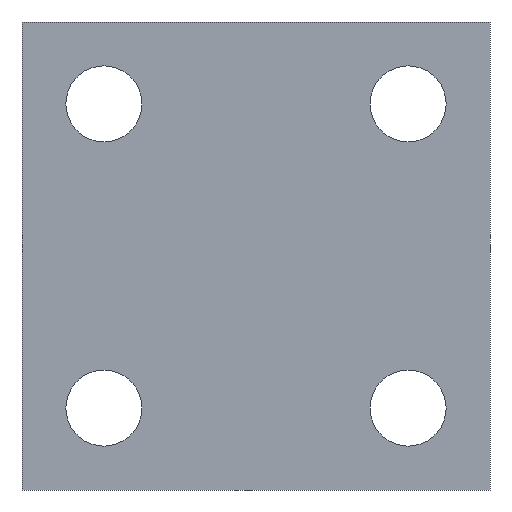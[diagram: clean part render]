
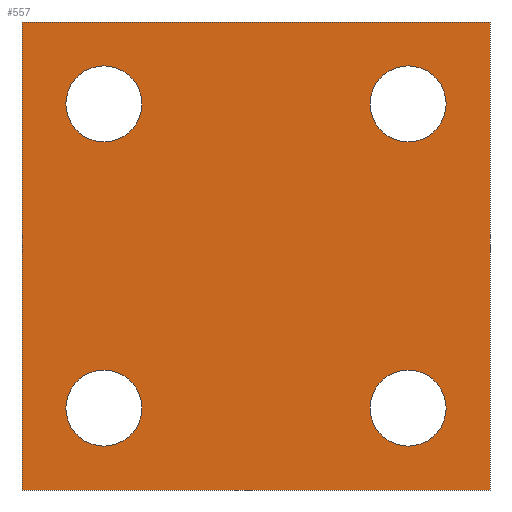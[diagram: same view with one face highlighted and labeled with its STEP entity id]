
A CAD part, left-side view. The second image highlights one B-rep face of the part: STEP entity #557.
In plain terms, the highlighted planar face has unit normal (-1, 0, 0).
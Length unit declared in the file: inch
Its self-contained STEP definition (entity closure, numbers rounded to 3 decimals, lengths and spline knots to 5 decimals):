
#45=CARTESIAN_POINT('',(0.,0.8125,-0.8125));
#46=DIRECTION('',(-1.,0.,0.));
#47=DIRECTION('',(0.,0.,-1.));
#48=AXIS2_PLACEMENT_3D('',#45,#46,#47);
#54=CARTESIAN_POINT('',(0.,0.8125,-0.8125));
#55=DIRECTION('',(-1.,0.,0.));
#56=DIRECTION('',(0.,0.,1.));
#57=AXIS2_PLACEMENT_3D('',#54,#55,#56);
#62=CARTESIAN_POINT('',(0.,0.8125,0.8125));
#63=DIRECTION('',(-1.,0.,0.));
#64=DIRECTION('',(0.,0.,-1.));
#65=AXIS2_PLACEMENT_3D('',#62,#63,#64);
#70=CARTESIAN_POINT('',(0.,0.8125,0.8125));
#71=DIRECTION('',(-1.,0.,0.));
#72=DIRECTION('',(0.,0.,1.));
#73=AXIS2_PLACEMENT_3D('',#70,#71,#72);
#78=CARTESIAN_POINT('',(0.,-0.8125,0.8125));
#79=DIRECTION('',(-1.,0.,0.));
#80=DIRECTION('',(0.,0.,-1.));
#81=AXIS2_PLACEMENT_3D('',#78,#79,#80);
#86=CARTESIAN_POINT('',(0.,-0.8125,0.8125));
#87=DIRECTION('',(-1.,0.,0.));
#88=DIRECTION('',(0.,0.,1.));
#89=AXIS2_PLACEMENT_3D('',#86,#87,#88);
#94=CARTESIAN_POINT('',(0.,-0.8125,-0.8125));
#95=DIRECTION('',(-1.,0.,0.));
#96=DIRECTION('',(0.,0.,-1.));
#97=AXIS2_PLACEMENT_3D('',#94,#95,#96);
#102=CARTESIAN_POINT('',(0.,-0.8125,-0.8125));
#103=DIRECTION('',(-1.,0.,0.));
#104=DIRECTION('',(0.,0.,1.));
#105=AXIS2_PLACEMENT_3D('',#102,#103,#104);
#110=DIRECTION('',(0.,-1.,0.));
#111=VECTOR('',#110,2.5);
#112=CARTESIAN_POINT('',(0.,1.25,1.25));
#113=LINE('',#112,#111);
#117=DIRECTION('',(0.,0.,-1.));
#118=VECTOR('',#117,2.5);
#119=CARTESIAN_POINT('',(0.,-1.25,1.25));
#120=LINE('',#119,#118);
#124=DIRECTION('',(0.,1.,0.));
#125=VECTOR('',#124,2.5);
#126=CARTESIAN_POINT('',(0.,-1.25,-1.25));
#127=LINE('',#126,#125);
#131=DIRECTION('',(0.,0.,1.));
#132=VECTOR('',#131,2.5);
#133=CARTESIAN_POINT('',(0.,1.25,-1.25));
#134=LINE('',#133,#132);
#446=CARTESIAN_POINT('',(0.,0.8125,-1.01563));
#447=CARTESIAN_POINT('',(0.,0.8125,-0.60938));
#448=VERTEX_POINT('',#446);
#449=VERTEX_POINT('',#447);
#450=CARTESIAN_POINT('',(0.,0.8125,0.60938));
#451=CARTESIAN_POINT('',(0.,0.8125,1.01563));
#452=VERTEX_POINT('',#450);
#453=VERTEX_POINT('',#451);
#454=CARTESIAN_POINT('',(0.,-0.8125,0.60938));
#455=CARTESIAN_POINT('',(0.,-0.8125,1.01563));
#456=VERTEX_POINT('',#454);
#457=VERTEX_POINT('',#455);
#458=CARTESIAN_POINT('',(0.,-0.8125,-1.01563));
#459=CARTESIAN_POINT('',(0.,-0.8125,-0.60938));
#460=VERTEX_POINT('',#458);
#461=VERTEX_POINT('',#459);
#462=CARTESIAN_POINT('',(0.,1.25,1.25));
#463=CARTESIAN_POINT('',(0.,-1.25,1.25));
#464=VERTEX_POINT('',#462);
#465=VERTEX_POINT('',#463);
#466=CARTESIAN_POINT('',(0.,-1.25,-1.25));
#467=VERTEX_POINT('',#466);
#468=CARTESIAN_POINT('',(0.,1.25,-1.25));
#469=VERTEX_POINT('',#468);
#518=CARTESIAN_POINT('',(0.,0.,0.));
#519=DIRECTION('',(1.,0.,0.));
#520=DIRECTION('',(0.,0.,-1.));
#521=AXIS2_PLACEMENT_3D('',#518,#519,#520);
#522=PLANE('',#521);
#524=ORIENTED_EDGE('',*,*,#523,.T.);
#526=ORIENTED_EDGE('',*,*,#525,.T.);
#528=ORIENTED_EDGE('',*,*,#527,.T.);
#530=ORIENTED_EDGE('',*,*,#529,.T.);
#531=EDGE_LOOP('',(#524,#526,#528,#530));
#532=FACE_OUTER_BOUND('',#531,.F.);
#534=ORIENTED_EDGE('',*,*,#533,.T.);
#536=ORIENTED_EDGE('',*,*,#535,.T.);
#537=EDGE_LOOP('',(#534,#536));
#538=FACE_BOUND('',#537,.F.);
#540=ORIENTED_EDGE('',*,*,#539,.T.);
#542=ORIENTED_EDGE('',*,*,#541,.T.);
#543=EDGE_LOOP('',(#540,#542));
#544=FACE_BOUND('',#543,.F.);
#546=ORIENTED_EDGE('',*,*,#545,.T.);
#548=ORIENTED_EDGE('',*,*,#547,.T.);
#549=EDGE_LOOP('',(#546,#548));
#550=FACE_BOUND('',#549,.F.);
#552=ORIENTED_EDGE('',*,*,#551,.T.);
#554=ORIENTED_EDGE('',*,*,#553,.T.);
#555=EDGE_LOOP('',(#552,#554));
#556=FACE_BOUND('',#555,.F.);
#557=ADVANCED_FACE('',(#532,#538,#544,#550,#556),#522,.F.);
#49=CIRCLE('',#48,0.20313);
#58=CIRCLE('',#57,0.20313);
#66=CIRCLE('',#65,0.20313);
#74=CIRCLE('',#73,0.20313);
#82=CIRCLE('',#81,0.20313);
#90=CIRCLE('',#89,0.20313);
#98=CIRCLE('',#97,0.20313);
#106=CIRCLE('',#105,0.20313);
#523=EDGE_CURVE('',#464,#465,#113,.T.);
#525=EDGE_CURVE('',#465,#467,#120,.T.);
#527=EDGE_CURVE('',#467,#469,#127,.T.);
#529=EDGE_CURVE('',#469,#464,#134,.T.);
#533=EDGE_CURVE('',#452,#453,#66,.T.);
#535=EDGE_CURVE('',#453,#452,#74,.T.);
#539=EDGE_CURVE('',#456,#457,#82,.T.);
#541=EDGE_CURVE('',#457,#456,#90,.T.);
#545=EDGE_CURVE('',#460,#461,#98,.T.);
#547=EDGE_CURVE('',#461,#460,#106,.T.);
#551=EDGE_CURVE('',#448,#449,#49,.T.);
#553=EDGE_CURVE('',#449,#448,#58,.T.);
